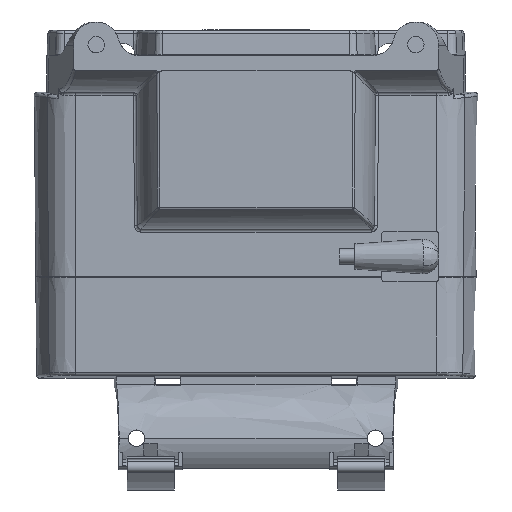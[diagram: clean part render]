
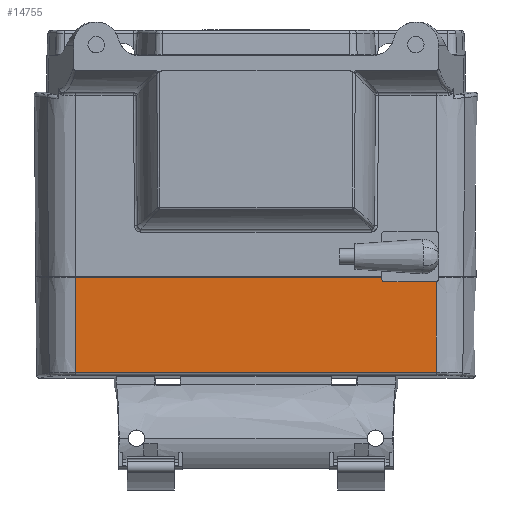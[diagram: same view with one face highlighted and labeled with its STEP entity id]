
A CAD part, front view. The second image highlights one B-rep face of the part: STEP entity #14755.
In plain terms, the highlighted planar face has unit normal (0, -1, -0.009).
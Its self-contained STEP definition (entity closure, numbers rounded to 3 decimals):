
#7099 = ORIENTED_EDGE ( 'NONE', *, *, #14677, .T. ) ;
#7101 = ORIENTED_EDGE ( 'NONE', *, *, #14678, .T. ) ;
#7103 = ORIENTED_EDGE ( 'NONE', *, *, #14679, .F. ) ;
#7105 = ORIENTED_EDGE ( 'NONE', *, *, #14680, .T. ) ;
#7107 = ORIENTED_EDGE ( 'NONE', *, *, #15015, .T. ) ;
#7109 = ORIENTED_EDGE ( 'NONE', *, *, #14674, .T. ) ;
#7111 = ORIENTED_EDGE ( 'NONE', *, *, #14681, .T. ) ;
#7113 = ORIENTED_EDGE ( 'NONE', *, *, #14682, .T. ) ;
#14674 = EDGE_CURVE ( 'NONE', #15644, #15642, #18945, .T. ) ;
#14677 = EDGE_CURVE ( 'NONE', #15660, #15663, #17732, .T. ) ;
#14678 = EDGE_CURVE ( 'NONE', #15663, #15667, #18951, .T. ) ;
#14679 = EDGE_CURVE ( 'NONE', #15666, #15667, #18952, .T. ) ;
#14680 = EDGE_CURVE ( 'NONE', #15666, #15641, #18953, .T. ) ;
#14681 = EDGE_CURVE ( 'NONE', #15642, #15657, #17733, .T. ) ;
#14682 = EDGE_CURVE ( 'NONE', #15657, #15660, #18955, .T. ) ;
#14755 = ADVANCED_FACE ( 'NONE', ( #19068 ), #20088, .T. ) ;
#15015 = EDGE_CURVE ( 'NONE', #15641, #15644, #19462, .T. ) ;
#15641 = VERTEX_POINT ( 'NONE', #25183 ) ;
#15642 = VERTEX_POINT ( 'NONE', #25184 ) ;
#15644 = VERTEX_POINT ( 'NONE', #25186 ) ;
#15657 = VERTEX_POINT ( 'NONE', #25199 ) ;
#15660 = VERTEX_POINT ( 'NONE', #25202 ) ;
#15663 = VERTEX_POINT ( 'NONE', #25205 ) ;
#15666 = VERTEX_POINT ( 'NONE', #25208 ) ;
#15667 = VERTEX_POINT ( 'NONE', #25209 ) ;
#16606 = EDGE_LOOP ( 'NONE', ( #7099, #7101, #7103, #7105, #7107, #7109, #7111, #7113 ) ) ;
#17732 =( BOUNDED_CURVE ( )  B_SPLINE_CURVE ( 3, ( #18554, #18549, #18548, #18555 ),
 .UNSPECIFIED., .F., .F. ) 
 B_SPLINE_CURVE_WITH_KNOTS ( ( 4, 4 ),
 ( 0., 1.571 ),
 .UNSPECIFIED. ) 
 CURVE ( )  GEOMETRIC_REPRESENTATION_ITEM ( )  RATIONAL_B_SPLINE_CURVE ( ( 1., 0.805, 0.805, 1. ) ) 
 REPRESENTATION_ITEM ( '' )  );
#17733 =( BOUNDED_CURVE ( )  B_SPLINE_CURVE ( 3, ( #18550, #18545, #18563, #18564 ),
 .UNSPECIFIED., .F., .F. ) 
 B_SPLINE_CURVE_WITH_KNOTS ( ( 4, 4 ),
 ( 6.009, 6.283 ),
 .UNSPECIFIED. ) 
 CURVE ( )  GEOMETRIC_REPRESENTATION_ITEM ( )  RATIONAL_B_SPLINE_CURVE ( ( 1., 0.994, 0.994, 1. ) ) 
 REPRESENTATION_ITEM ( '' )  );
#18539 = CARTESIAN_POINT ( 'NONE',  ( 57.321, -20., -3.5 ) ) ;
#18545 = CARTESIAN_POINT ( 'NONE',  ( 57.232, -19.985, -5.237 ) ) ;
#18546 = DIRECTION ( 'NONE',  ( 0., -0.009, 1. ) ) ;
#18548 = CARTESIAN_POINT ( 'NONE',  ( 39.95, -19.988, -4.836 ) ) ;
#18549 = CARTESIAN_POINT ( 'NONE',  ( 40.364, -19.985, -5.25 ) ) ;
#18550 = CARTESIAN_POINT ( 'NONE',  ( 57.321, -19.985, -5.213 ) ) ;
#18554 = CARTESIAN_POINT ( 'NONE',  ( 40.95, -19.985, -5.25 ) ) ;
#18555 = CARTESIAN_POINT ( 'NONE',  ( 39.95, -19.993, -4.25 ) ) ;
#18556 = CARTESIAN_POINT ( 'NONE',  ( 39.95, -20., -3.5 ) ) ;
#18557 = DIRECTION ( 'NONE',  ( 0., -0.009, 1. ) ) ;
#18558 = CARTESIAN_POINT ( 'NONE',  ( 40., -19.997, -3.8 ) ) ;
#18559 = DIRECTION ( 'NONE',  ( 1., 0., 0. ) ) ;
#18560 = CARTESIAN_POINT ( 'NONE',  ( -57.321, -20., -3.5 ) ) ;
#18561 = DIRECTION ( 'NONE',  ( 0., 0.009, -1. ) ) ;
#18562 = CARTESIAN_POINT ( 'NONE',  ( 40., -19.985, -5.25 ) ) ;
#18563 = CARTESIAN_POINT ( 'NONE',  ( 57.142, -19.985, -5.25 ) ) ;
#18564 = CARTESIAN_POINT ( 'NONE',  ( 57.05, -19.985, -5.25 ) ) ;
#18565 = DIRECTION ( 'NONE',  ( -1., 0., 0. ) ) ;
#18945 = LINE ( 'NONE', #18539, #18947 ) ;
#18947 = VECTOR ( 'NONE', #18546, 1000. ) ;
#18948 = VECTOR ( 'NONE', #18557, 1000. ) ;
#18951 = LINE ( 'NONE', #18556, #18948 ) ;
#18952 = LINE ( 'NONE', #18558, #18954 ) ;
#18953 = LINE ( 'NONE', #18560, #18956 ) ;
#18954 = VECTOR ( 'NONE', #18559, 1000. ) ;
#18955 = LINE ( 'NONE', #18562, #18957 ) ;
#18956 = VECTOR ( 'NONE', #18561, 1000. ) ;
#18957 = VECTOR ( 'NONE', #18565, 1000. ) ;
#19068 = FACE_OUTER_BOUND ( 'NONE', #16606, .T. ) ;
#19462 = LINE ( 'NONE', #22938, #19463 ) ;
#19463 = VECTOR ( 'NONE', #22919, 1000. ) ;
#19880 = AXIS2_PLACEMENT_3D ( 'NONE', #20086, #20091, #20092 ) ;
#20086 = CARTESIAN_POINT ( 'NONE',  ( 40., -20., -3.5 ) ) ;
#20088 = PLANE ( 'NONE',  #19880 ) ;
#20091 = DIRECTION ( 'NONE',  ( 0., -1., -0.009 ) ) ;
#20092 = DIRECTION ( 'NONE',  ( 0., 0.009, -1. ) ) ;
#22919 = DIRECTION ( 'NONE',  ( 1., 0., 0. ) ) ;
#22938 = CARTESIAN_POINT ( 'NONE',  ( 40., -19.734, -34.026 ) ) ;
#25183 = CARTESIAN_POINT ( 'NONE',  ( -57.321, -19.734, -34.026 ) ) ;
#25184 = CARTESIAN_POINT ( 'NONE',  ( 57.321, -19.985, -5.213 ) ) ;
#25186 = CARTESIAN_POINT ( 'NONE',  ( 57.321, -19.734, -34.026 ) ) ;
#25199 = CARTESIAN_POINT ( 'NONE',  ( 57.05, -19.985, -5.25 ) ) ;
#25202 = CARTESIAN_POINT ( 'NONE',  ( 40.95, -19.985, -5.25 ) ) ;
#25205 = CARTESIAN_POINT ( 'NONE',  ( 39.95, -19.993, -4.25 ) ) ;
#25208 = CARTESIAN_POINT ( 'NONE',  ( -57.321, -19.997, -3.8 ) ) ;
#25209 = CARTESIAN_POINT ( 'NONE',  ( 39.95, -19.997, -3.8 ) ) ;
